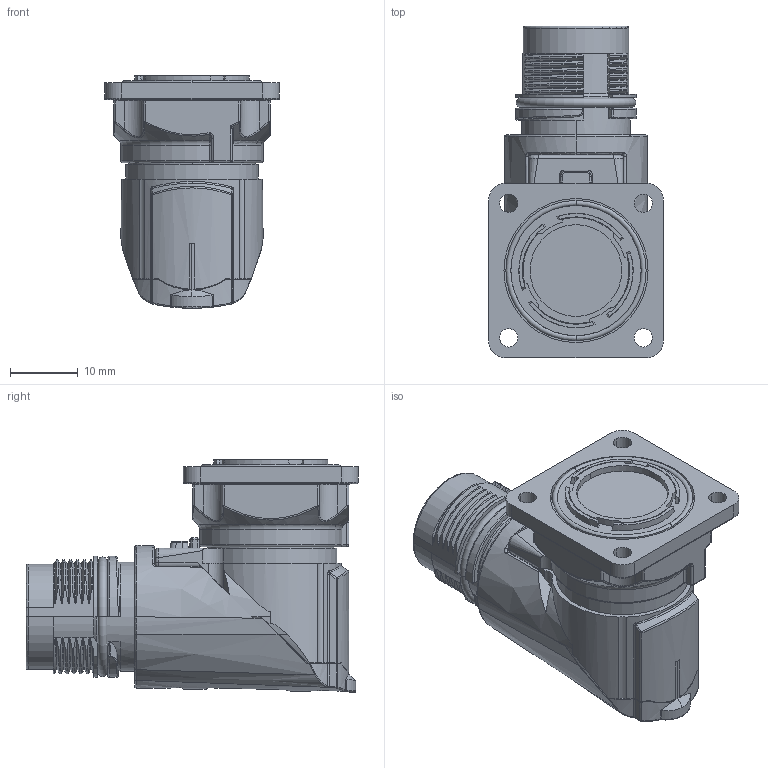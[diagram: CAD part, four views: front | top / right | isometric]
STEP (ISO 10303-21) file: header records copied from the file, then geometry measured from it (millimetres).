
FILE_DESCRIPTION((''),'2;1');
FILE_NAME('M17-BKP-4_SW0001','2023-12-15T',('zh.su'),(''),'PRO/ENGINEER BY PARAMETRIC TECHNOLOGY CORPORATION, 2012480','PRO/ENGINEER BY PARAMETRIC TECHNOLOGY CORPORATION, 2012480','');
FILE_SCHEMA(('CONFIG_CONTROL_DESIGN'));
Length unit declared in the file: millimetre
Products named in the file (1): M17-BKP-4_SW0001
Bounding box: 25.7 x 48.85 x 34.2 mm (x, y, z)
Volume: 18674.3 mm3; surface area: 8973.1 mm2
Topology: 6 solids, 7 shells, 1118 faces, 2825 edges, 1749 vertices
Faces by surface type: cylinder 341, plane 307, bspline 264, cone 71, torus 69, sphere 36, extrusion 30
Entity records: 47688 total; most frequent: CARTESIAN_POINT 22833, ORIENTED_EDGE 5626, DIRECTION 4520, EDGE_CURVE 2813, VERTEX_POINT 1749, AXIS2_PLACEMENT_3D 1728, EDGE_LOOP 1188, FACE_OUTER_BOUND 1118
